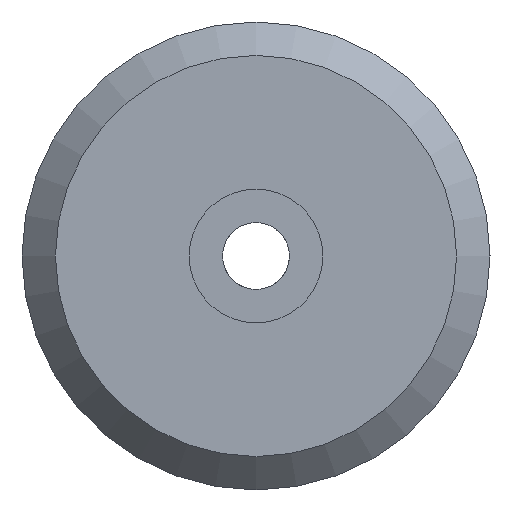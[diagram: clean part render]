
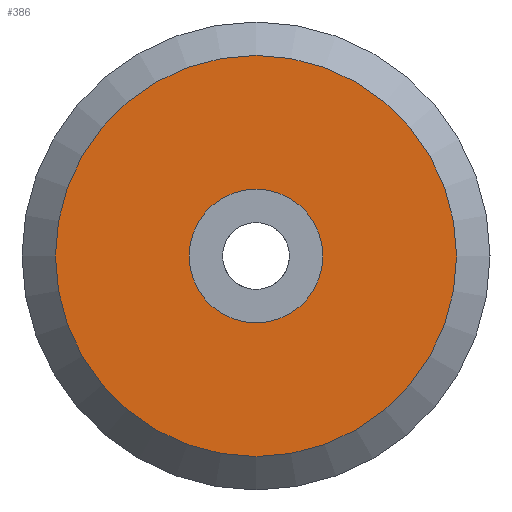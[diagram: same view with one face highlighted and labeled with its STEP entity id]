
A CAD part, left-side view. The second image highlights one B-rep face of the part: STEP entity #386.
In plain terms, the highlighted planar face has unit normal (-1, 0, 0).
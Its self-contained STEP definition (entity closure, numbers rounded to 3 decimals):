
#13 = CARTESIAN_POINT ( 'NONE',  ( -110., 0., -6. ) ) ;
#66 = FACE_BOUND ( 'NONE', #107, .T. ) ;
#70 = PLANE ( 'NONE',  #365 ) ;
#74 = EDGE_CURVE ( 'NONE', #547, #547, #165, .T. ) ;
#107 = EDGE_LOOP ( 'NONE', ( #273 ) ) ;
#109 = EDGE_LOOP ( 'NONE', ( #323 ) ) ;
#114 = DIRECTION ( 'NONE',  ( -1., 0., 0. ) ) ;
#156 = AXIS2_PLACEMENT_3D ( 'NONE', #295, #290, #512 ) ;
#165 = CIRCLE ( 'NONE', #156, 2. ) ;
#179 = FACE_OUTER_BOUND ( 'NONE', #109, .T. ) ;
#229 = VERTEX_POINT ( 'NONE', #13 ) ;
#235 = DIRECTION ( 'NONE',  ( 0., 0., -1. ) ) ;
#273 = ORIENTED_EDGE ( 'NONE', *, *, #74, .T. ) ;
#290 = DIRECTION ( 'NONE',  ( 1., 0., 0. ) ) ;
#295 = CARTESIAN_POINT ( 'NONE',  ( -110., 0., 0. ) ) ;
#315 = CARTESIAN_POINT ( 'NONE',  ( -110., 0., -2. ) ) ;
#318 = CARTESIAN_POINT ( 'NONE',  ( -110., 2., 0. ) ) ;
#322 = CIRCLE ( 'NONE', #424, 6. ) ;
#323 = ORIENTED_EDGE ( 'NONE', *, *, #423, .F. ) ;
#325 = DIRECTION ( 'NONE',  ( 0., 0., 1. ) ) ;
#365 = AXIS2_PLACEMENT_3D ( 'NONE', #318, #114, #325 ) ;
#386 = ADVANCED_FACE ( 'NONE', ( #66, #179 ), #70, .T. ) ;
#417 = DIRECTION ( 'NONE',  ( 1., 0., 0. ) ) ;
#423 = EDGE_CURVE ( 'NONE', #229, #229, #322, .T. ) ;
#424 = AXIS2_PLACEMENT_3D ( 'NONE', #502, #417, #235 ) ;
#502 = CARTESIAN_POINT ( 'NONE',  ( -110., 0., 0. ) ) ;
#512 = DIRECTION ( 'NONE',  ( 0., 0., -1. ) ) ;
#547 = VERTEX_POINT ( 'NONE', #315 ) ;
